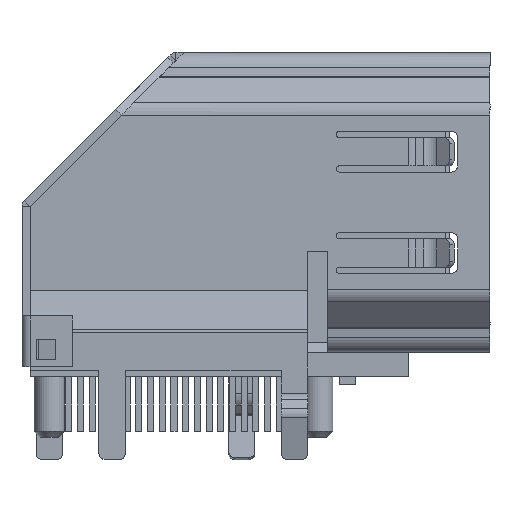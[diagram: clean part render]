
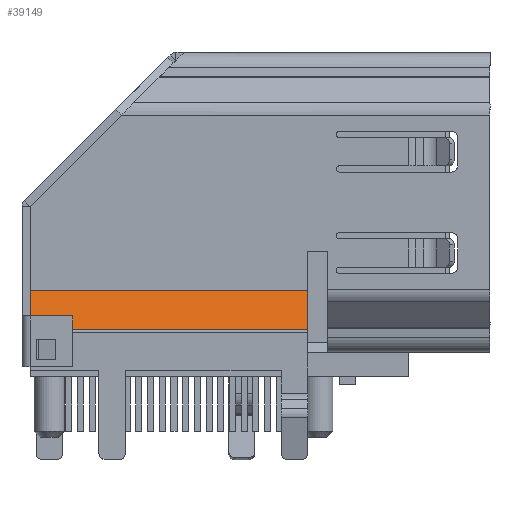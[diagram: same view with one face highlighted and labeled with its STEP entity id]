
A CAD part, front view. The second image highlights one B-rep face of the part: STEP entity #39149.
In plain terms, the highlighted planar face has unit normal (0, -0.961, 0.276).
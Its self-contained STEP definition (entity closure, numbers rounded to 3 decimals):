
#31708 = PLANE('',#31709);
#31709 = AXIS2_PLACEMENT_3D('',#31710,#31711,#31712);
#31710 = CARTESIAN_POINT('',(-7.4,-2.675,
    4.594));
#31711 = DIRECTION('',(0.,-1.,0.));
#31712 = DIRECTION('',(0.,0.,-1.));
#32441 = VERTEX_POINT('',#32442);
#32442 = CARTESIAN_POINT('',(-7.,-2.675,
    4.547));
#32456 = PLANE('',#32457);
#32457 = AXIS2_PLACEMENT_3D('',#32458,#32459,#32460);
#32458 = CARTESIAN_POINT('',(-7.,13.675,
    8.7));
#32459 = DIRECTION('',(-1.,0.,0.));
#32460 = DIRECTION('',(0.,0.,1.));
#32468 = EDGE_CURVE('',#32441,#32469,#32471,.T.);
#32469 = VERTEX_POINT('',#32470);
#32470 = CARTESIAN_POINT('',(6.7,-2.675,
    4.547));
#32471 = SURFACE_CURVE('',#32472,(#32476,#32483),.PCURVE_S1.);
#32472 = LINE('',#32473,#32474);
#32473 = CARTESIAN_POINT('',(5.4,-2.675,
    4.547));
#32474 = VECTOR('',#32475,1.);
#32475 = DIRECTION('',(1.,0.,0.));
#32476 = PCURVE('',#31708,#32477);
#32477 = DEFINITIONAL_REPRESENTATION('',(#32478),#32482);
#32478 = LINE('',#32479,#32480);
#32479 = CARTESIAN_POINT('',(0.047,12.8));
#32480 = VECTOR('',#32481,1.);
#32481 = DIRECTION('',(0.,1.));
#32482 = ( GEOMETRIC_REPRESENTATION_CONTEXT(2) 
PARAMETRIC_REPRESENTATION_CONTEXT() REPRESENTATION_CONTEXT('2D SPACE',''
  ) );
#32483 = PCURVE('',#32484,#32489);
#32484 = PLANE('',#32485);
#32485 = AXIS2_PLACEMENT_3D('',#32486,#32487,#32488);
#32486 = CARTESIAN_POINT('',(5.4,-2.675,
    4.547));
#32487 = DIRECTION('',(0.,-0.961,0.276)
  );
#32488 = DIRECTION('',(0.,-0.276,-0.961
    ));
#32489 = DEFINITIONAL_REPRESENTATION('',(#32490),#32494);
#32490 = LINE('',#32491,#32492);
#32491 = CARTESIAN_POINT('',(-0.,0.));
#32492 = VECTOR('',#32493,1.);
#32493 = DIRECTION('',(0.,1.));
#32494 = ( GEOMETRIC_REPRESENTATION_CONTEXT(2) 
PARAMETRIC_REPRESENTATION_CONTEXT() REPRESENTATION_CONTEXT('2D SPACE',''
  ) );
#32512 = PLANE('',#32513);
#32513 = AXIS2_PLACEMENT_3D('',#32514,#32515,#32516);
#32514 = CARTESIAN_POINT('',(6.7,2.675,
    6.5));
#32515 = DIRECTION('',(-1.,0.,0.));
#32516 = DIRECTION('',(0.,-1.,0.));
#36543 = EDGE_CURVE('',#32469,#36544,#36546,.T.);
#36544 = VERTEX_POINT('',#36545);
#36545 = CARTESIAN_POINT('',(6.7,-3.231,
    2.615));
#36546 = SURFACE_CURVE('',#36547,(#36551,#36558),.PCURVE_S1.);
#36547 = LINE('',#36548,#36549);
#36548 = CARTESIAN_POINT('',(6.7,-2.675,
    4.547));
#36549 = VECTOR('',#36550,1.);
#36550 = DIRECTION('',(0.,-0.276,-0.961
    ));
#36551 = PCURVE('',#32512,#36552);
#36552 = DEFINITIONAL_REPRESENTATION('',(#36553),#36557);
#36553 = LINE('',#36554,#36555);
#36554 = CARTESIAN_POINT('',(5.35,-1.953));
#36555 = VECTOR('',#36556,1.);
#36556 = DIRECTION('',(0.276,-0.961));
#36557 = ( GEOMETRIC_REPRESENTATION_CONTEXT(2) 
PARAMETRIC_REPRESENTATION_CONTEXT() REPRESENTATION_CONTEXT('2D SPACE',''
  ) );
#36558 = PCURVE('',#32484,#36559);
#36559 = DEFINITIONAL_REPRESENTATION('',(#36560),#36564);
#36560 = LINE('',#36561,#36562);
#36561 = CARTESIAN_POINT('',(0.,1.3));
#36562 = VECTOR('',#36563,1.);
#36563 = DIRECTION('',(1.,0.));
#36564 = ( GEOMETRIC_REPRESENTATION_CONTEXT(2) 
PARAMETRIC_REPRESENTATION_CONTEXT() REPRESENTATION_CONTEXT('2D SPACE',''
  ) );
#36587 = CYLINDRICAL_SURFACE('',#36588,0.5);
#36588 = AXIS2_PLACEMENT_3D('',#36589,#36590,#36591);
#36589 = CARTESIAN_POINT('',(5.4,-2.75,
    2.477));
#36590 = DIRECTION('',(1.,0.,0.));
#36591 = DIRECTION('',(0.,1.,0.));
#39100 = EDGE_CURVE('',#39101,#36544,#39103,.T.);
#39101 = VERTEX_POINT('',#39102);
#39102 = CARTESIAN_POINT('',(-7.,-3.231,
    2.615));
#39103 = SURFACE_CURVE('',#39104,(#39108,#39115),.PCURVE_S1.);
#39104 = LINE('',#39105,#39106);
#39105 = CARTESIAN_POINT('',(5.4,-3.231,
    2.615));
#39106 = VECTOR('',#39107,1.);
#39107 = DIRECTION('',(1.,0.,0.));
#39108 = PCURVE('',#36587,#39109);
#39109 = DEFINITIONAL_REPRESENTATION('',(#39110),#39114);
#39110 = LINE('',#39111,#39112);
#39111 = CARTESIAN_POINT('',(2.862,0.));
#39112 = VECTOR('',#39113,1.);
#39113 = DIRECTION('',(0.,1.));
#39114 = ( GEOMETRIC_REPRESENTATION_CONTEXT(2) 
PARAMETRIC_REPRESENTATION_CONTEXT() REPRESENTATION_CONTEXT('2D SPACE',''
  ) );
#39115 = PCURVE('',#32484,#39116);
#39116 = DEFINITIONAL_REPRESENTATION('',(#39117),#39121);
#39117 = LINE('',#39118,#39119);
#39118 = CARTESIAN_POINT('',(2.011,0.));
#39119 = VECTOR('',#39120,1.);
#39120 = DIRECTION('',(0.,1.));
#39121 = ( GEOMETRIC_REPRESENTATION_CONTEXT(2) 
PARAMETRIC_REPRESENTATION_CONTEXT() REPRESENTATION_CONTEXT('2D SPACE',''
  ) );
#39149 = ADVANCED_FACE('',(#39150),#32484,.T.);
#39150 = FACE_BOUND('',#39151,.T.);
#39151 = EDGE_LOOP('',(#39152,#39153,#39154,#39175));
#39152 = ORIENTED_EDGE('',*,*,#36543,.F.);
#39153 = ORIENTED_EDGE('',*,*,#32468,.F.);
#39154 = ORIENTED_EDGE('',*,*,#39155,.T.);
#39155 = EDGE_CURVE('',#32441,#39101,#39156,.T.);
#39156 = SURFACE_CURVE('',#39157,(#39161,#39168),.PCURVE_S1.);
#39157 = LINE('',#39158,#39159);
#39158 = CARTESIAN_POINT('',(-7.,-2.675,
    4.547));
#39159 = VECTOR('',#39160,1.);
#39160 = DIRECTION('',(0.,-0.276,-0.961
    ));
#39161 = PCURVE('',#32484,#39162);
#39162 = DEFINITIONAL_REPRESENTATION('',(#39163),#39167);
#39163 = LINE('',#39164,#39165);
#39164 = CARTESIAN_POINT('',(0.,-12.4));
#39165 = VECTOR('',#39166,1.);
#39166 = DIRECTION('',(1.,0.));
#39167 = ( GEOMETRIC_REPRESENTATION_CONTEXT(2) 
PARAMETRIC_REPRESENTATION_CONTEXT() REPRESENTATION_CONTEXT('2D SPACE',''
  ) );
#39168 = PCURVE('',#32456,#39169);
#39169 = DEFINITIONAL_REPRESENTATION('',(#39170),#39174);
#39170 = LINE('',#39171,#39172);
#39171 = CARTESIAN_POINT('',(-4.153,-16.35));
#39172 = VECTOR('',#39173,1.);
#39173 = DIRECTION('',(-0.961,-0.276));
#39174 = ( GEOMETRIC_REPRESENTATION_CONTEXT(2) 
PARAMETRIC_REPRESENTATION_CONTEXT() REPRESENTATION_CONTEXT('2D SPACE',''
  ) );
#39175 = ORIENTED_EDGE('',*,*,#39100,.T.);
